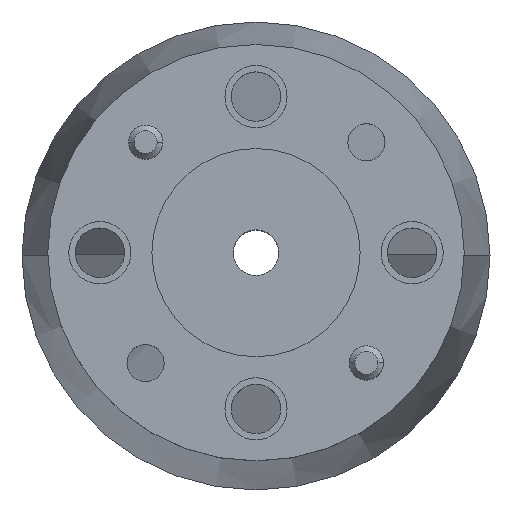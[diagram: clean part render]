
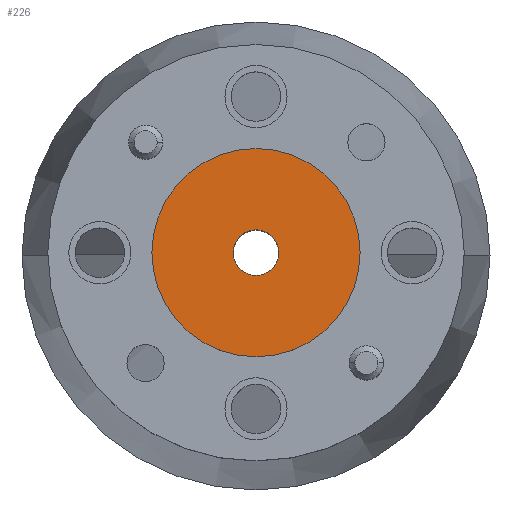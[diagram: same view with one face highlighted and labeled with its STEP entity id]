
A CAD part, top view. The second image highlights one B-rep face of the part: STEP entity #226.
In plain terms, the highlighted planar face has unit normal (0, 0, 1).
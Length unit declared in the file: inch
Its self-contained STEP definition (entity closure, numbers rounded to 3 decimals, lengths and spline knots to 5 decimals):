
#53 = DIRECTION ( 'NONE',  ( 1., 0., 0. ) ) ;
#101 = CIRCLE ( 'NONE', #197, 0.1875 ) ;
#102 = CARTESIAN_POINT ( 'NONE',  ( 0., 0., 0.037 ) ) ;
#127 = DIRECTION ( 'NONE',  ( 0., 0., 1. ) ) ;
#142 = AXIS2_PLACEMENT_3D ( 'NONE', #102, #127, #440 ) ;
#144 = EDGE_CURVE ( 'NONE', #1135, #324, #1791, .T. ) ;
#148 = CARTESIAN_POINT ( 'NONE',  ( -0.1875, 0., 0.037 ) ) ;
#158 = ORIENTED_EDGE ( 'NONE', *, *, #169, .F. ) ;
#169 = EDGE_CURVE ( 'NONE', #652, #519, #306, .T. ) ;
#197 = AXIS2_PLACEMENT_3D ( 'NONE', #1879, #498, #53 ) ;
#226 = ADVANCED_FACE ( 'NONE', ( #1386, #638 ), #1717, .T. ) ;
#260 = CIRCLE ( 'NONE', #554, 0.041 ) ;
#306 = CIRCLE ( 'NONE', #1311, 0.041 ) ;
#324 = VERTEX_POINT ( 'NONE', #148 ) ;
#361 = EDGE_LOOP ( 'NONE', ( #1316, #1600 ) ) ;
#419 = DIRECTION ( 'NONE',  ( 1., 0., 0. ) ) ;
#427 = CARTESIAN_POINT ( 'NONE',  ( -0.041, 0., 0.037 ) ) ;
#440 = DIRECTION ( 'NONE',  ( 1., 0., 0. ) ) ;
#498 = DIRECTION ( 'NONE',  ( 0., 0., 1. ) ) ;
#504 = DIRECTION ( 'NONE',  ( 1., 0., 0. ) ) ;
#519 = VERTEX_POINT ( 'NONE', #427 ) ;
#554 = AXIS2_PLACEMENT_3D ( 'NONE', #1321, #1798, #1772 ) ;
#637 = EDGE_LOOP ( 'NONE', ( #158, #928 ) ) ;
#638 = FACE_OUTER_BOUND ( 'NONE', #361, .T. ) ;
#652 = VERTEX_POINT ( 'NONE', #929 ) ;
#859 = AXIS2_PLACEMENT_3D ( 'NONE', #1584, #1252, #504 ) ;
#928 = ORIENTED_EDGE ( 'NONE', *, *, #1255, .F. ) ;
#929 = CARTESIAN_POINT ( 'NONE',  ( 0.041, 0., 0.037 ) ) ;
#1135 = VERTEX_POINT ( 'NONE', #1564 ) ;
#1162 = EDGE_CURVE ( 'NONE', #324, #1135, #101, .T. ) ;
#1252 = DIRECTION ( 'NONE',  ( 0., 0., 1. ) ) ;
#1255 = EDGE_CURVE ( 'NONE', #519, #652, #260, .T. ) ;
#1311 = AXIS2_PLACEMENT_3D ( 'NONE', #1675, #1808, #419 ) ;
#1316 = ORIENTED_EDGE ( 'NONE', *, *, #1162, .T. ) ;
#1321 = CARTESIAN_POINT ( 'NONE',  ( 0., 0., 0.037 ) ) ;
#1386 = FACE_BOUND ( 'NONE', #637, .T. ) ;
#1564 = CARTESIAN_POINT ( 'NONE',  ( 0.1875, 0., 0.037 ) ) ;
#1584 = CARTESIAN_POINT ( 'NONE',  ( 0., 0., 0.037 ) ) ;
#1600 = ORIENTED_EDGE ( 'NONE', *, *, #144, .T. ) ;
#1675 = CARTESIAN_POINT ( 'NONE',  ( 0., 0., 0.037 ) ) ;
#1717 = PLANE ( 'NONE',  #859 ) ;
#1772 = DIRECTION ( 'NONE',  ( 1., 0., 0. ) ) ;
#1791 = CIRCLE ( 'NONE', #142, 0.1875 ) ;
#1798 = DIRECTION ( 'NONE',  ( 0., 0., 1. ) ) ;
#1808 = DIRECTION ( 'NONE',  ( 0., 0., 1. ) ) ;
#1879 = CARTESIAN_POINT ( 'NONE',  ( 0., 0., 0.037 ) ) ;
